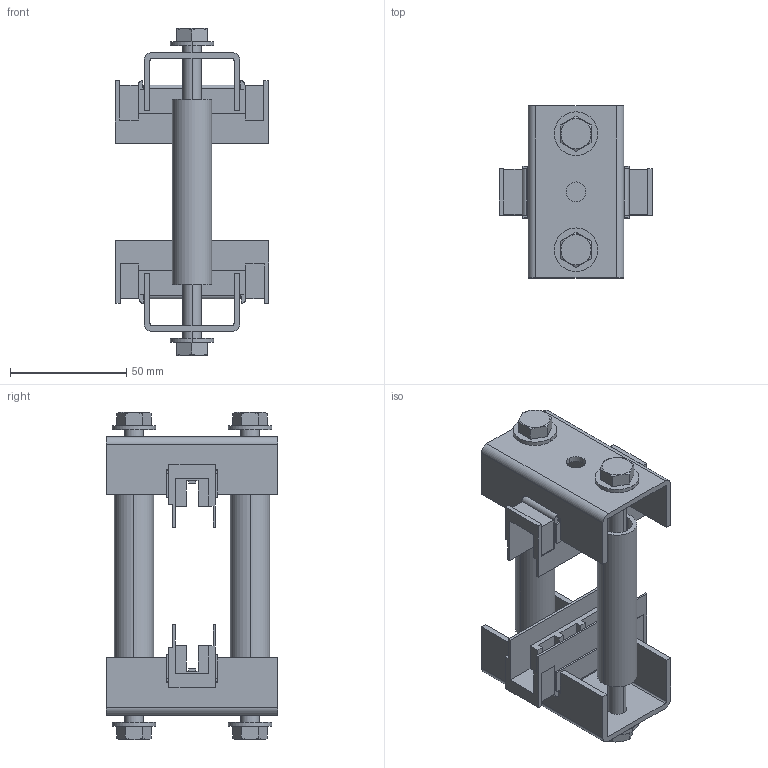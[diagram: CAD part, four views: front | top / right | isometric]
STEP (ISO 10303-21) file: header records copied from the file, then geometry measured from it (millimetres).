
FILE_DESCRIPTION(('STEP AP203'),'1');
FILE_NAME('abs1-5mod.stp','2024-09-16T08:59:12',('TraceParts'),('TraceParts S.A.'),'Spatial InterOp 3D',' ',' ');
FILE_SCHEMA(('CONFIG_CONTROL_DESIGN'));
Length unit declared in the file: millimetre
Products named in the file (1): 1
Bounding box: 66.3 x 74 x 140.86 mm (x, y, z)
Volume: 102261.1 mm3; surface area: 85879.9 mm2
Topology: 18 solids, 18 shells, 450 faces, 1146 edges, 742 vertices
Faces by surface type: plane 310, cylinder 72, cone 68
Entity records: 13688 total; most frequent: CARTESIAN_POINT 2659, ORIENTED_EDGE 2292, DIRECTION 2198, EDGE_CURVE 1146, LINE 828, VECTOR 828, VERTEX_POINT 742, AXIS2_PLACEMENT_3D 685
